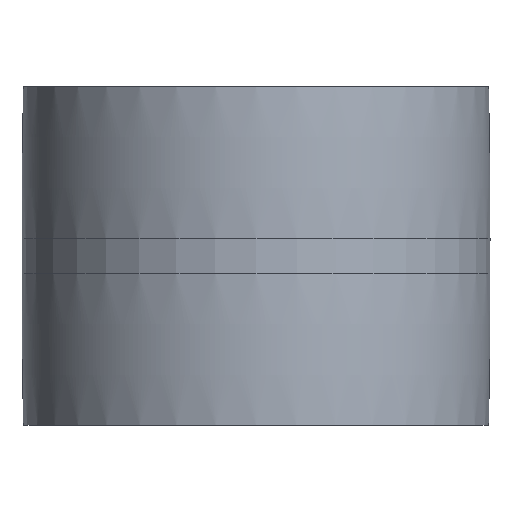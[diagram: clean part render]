
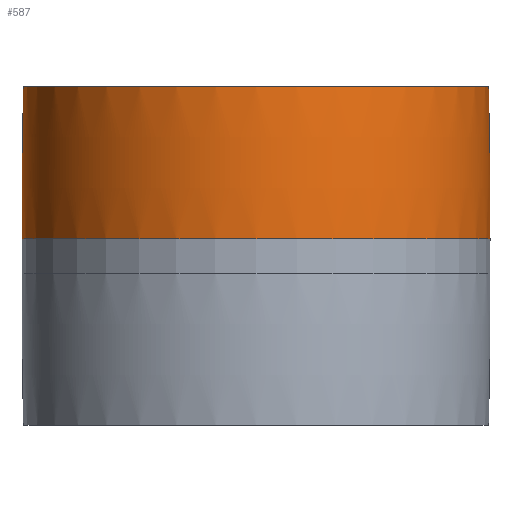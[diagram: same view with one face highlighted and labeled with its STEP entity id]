
A CAD part, front view. The second image highlights one B-rep face of the part: STEP entity #587.
In plain terms, the highlighted toroidal (fillet/blend) face has major radius 5826.98 mm and minor radius 5995.62 mm.
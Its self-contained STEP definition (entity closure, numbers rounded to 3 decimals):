
#11 = CARTESIAN_POINT ( 'NONE',  ( -168.65, 0., 12.5 ) ) ;
#48 = VERTEX_POINT ( 'NONE', #11 ) ;
#76 = DIRECTION ( 'NONE',  ( 0., -1., 0. ) ) ;
#111 = ORIENTED_EDGE ( 'NONE', *, *, #712, .T. ) ;
#127 = EDGE_CURVE ( 'NONE', #48, #957, #508, .T. ) ;
#204 = CARTESIAN_POINT ( 'NONE',  ( 168.65, 0., 12.5 ) ) ;
#205 = DIRECTION ( 'NONE',  ( 1., 0., 0. ) ) ;
#213 = DIRECTION ( 'NONE',  ( 0., 0., 1. ) ) ;
#214 = AXIS2_PLACEMENT_3D ( 'NONE', #588, #76, #882 ) ;
#217 = FACE_OUTER_BOUND ( 'NONE', #269, .T. ) ;
#221 = DIRECTION ( 'NONE',  ( 0., 0., 1. ) ) ;
#259 = AXIS2_PLACEMENT_3D ( 'NONE', #434, #221, #578 ) ;
#269 = EDGE_LOOP ( 'NONE', ( #384, #111, #770, #775 ) ) ;
#333 = CIRCLE ( 'NONE', #259, 168.65 ) ;
#336 = VERTEX_POINT ( 'NONE', #798 ) ;
#337 = AXIS2_PLACEMENT_3D ( 'NONE', #722, #213, #205 ) ;
#384 = ORIENTED_EDGE ( 'NONE', *, *, #127, .F. ) ;
#434 = CARTESIAN_POINT ( 'NONE',  ( 0., 0., 12.5 ) ) ;
#498 = DIRECTION ( 'NONE',  ( 0., 0., 1. ) ) ;
#508 = CIRCLE ( 'NONE', #872, 5995.625 ) ;
#526 = DIRECTION ( 'NONE',  ( 0., 1., 0. ) ) ;
#532 = DIRECTION ( 'NONE',  ( -1., 0., 0. ) ) ;
#578 = DIRECTION ( 'NONE',  ( 1., 0., 0. ) ) ;
#587 = ADVANCED_FACE ( 'NONE', ( #217 ), #799, .T. ) ;
#588 = CARTESIAN_POINT ( 'NONE',  ( -5826.975, 0., 12.5 ) ) ;
#712 = EDGE_CURVE ( 'NONE', #48, #928, #333, .T. ) ;
#715 = DIRECTION ( 'NONE',  ( 1., 0., 0. ) ) ;
#722 = CARTESIAN_POINT ( 'NONE',  ( 0., 0., 12.5 ) ) ;
#726 = CARTESIAN_POINT ( 'NONE',  ( -167.65, 0., 122. ) ) ;
#738 = EDGE_CURVE ( 'NONE', #928, #336, #766, .T. ) ;
#766 = CIRCLE ( 'NONE', #214, 5995.625 ) ;
#770 = ORIENTED_EDGE ( 'NONE', *, *, #738, .T. ) ;
#775 = ORIENTED_EDGE ( 'NONE', *, *, #888, .F. ) ;
#788 = CARTESIAN_POINT ( 'NONE',  ( 0., 0., 122. ) ) ;
#798 = CARTESIAN_POINT ( 'NONE',  ( 167.65, 0., 122. ) ) ;
#799 = TOROIDAL_SURFACE ( 'NONE', #337, -5826.975, 5995.625 ) ;
#813 = CARTESIAN_POINT ( 'NONE',  ( 5826.975, 0., 12.5 ) ) ;
#842 = AXIS2_PLACEMENT_3D ( 'NONE', #788, #498, #715 ) ;
#872 = AXIS2_PLACEMENT_3D ( 'NONE', #813, #526, #532 ) ;
#882 = DIRECTION ( 'NONE',  ( 0., 0., -1. ) ) ;
#888 = EDGE_CURVE ( 'NONE', #957, #336, #955, .T. ) ;
#928 = VERTEX_POINT ( 'NONE', #204 ) ;
#955 = CIRCLE ( 'NONE', #842, 167.65 ) ;
#957 = VERTEX_POINT ( 'NONE', #726 ) ;
